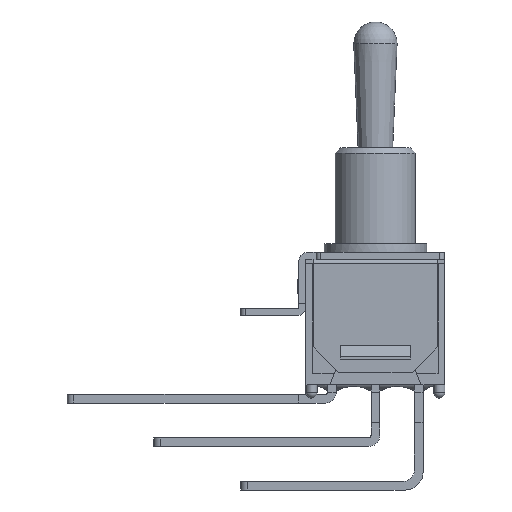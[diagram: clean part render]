
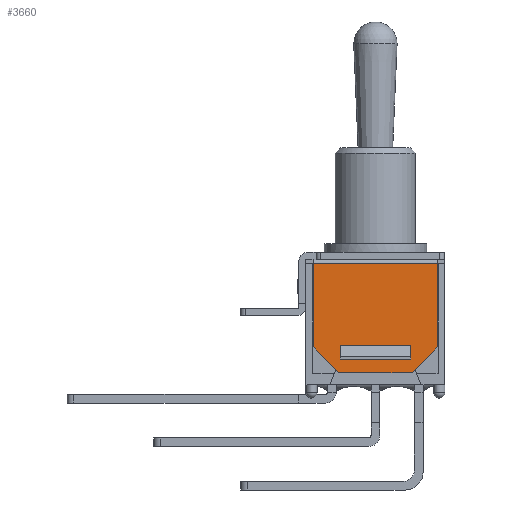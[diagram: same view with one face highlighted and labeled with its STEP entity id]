
A CAD part, front view. The second image highlights one B-rep face of the part: STEP entity #3660.
In plain terms, the highlighted planar face has unit normal (0, -1, 0).
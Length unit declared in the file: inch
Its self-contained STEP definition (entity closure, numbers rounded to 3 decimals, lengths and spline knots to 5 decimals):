
#38=FACE_BOUND('',#411,.T.);
#207=FACE_OUTER_BOUND('',#410,.T.);
#410=EDGE_LOOP('',(#2973,#2974,#2975,#2976,#2977,#2978));
#411=EDGE_LOOP('',(#2979,#2980,#2981,#2982,#2983,#2984));
#815=LINE('',#5853,#1241);
#850=LINE('',#5931,#1276);
#851=LINE('',#5934,#1277);
#852=LINE('',#5936,#1278);
#853=LINE('',#5938,#1279);
#854=LINE('',#5940,#1280);
#855=LINE('',#5941,#1281);
#856=LINE('',#5944,#1282);
#857=LINE('',#5946,#1283);
#858=LINE('',#5947,#1284);
#859=LINE('',#5949,#1285);
#860=LINE('',#5950,#1286);
#1241=VECTOR('',#4658,0.3937);
#1276=VECTOR('',#4723,0.3937);
#1277=VECTOR('',#4726,0.3937);
#1278=VECTOR('',#4727,0.3937);
#1279=VECTOR('',#4728,0.3937);
#1280=VECTOR('',#4729,0.3937);
#1281=VECTOR('',#4730,0.3937);
#1282=VECTOR('',#4731,0.3937);
#1283=VECTOR('',#4732,0.3937);
#1284=VECTOR('',#4733,0.3937);
#1285=VECTOR('',#4734,0.3937);
#1286=VECTOR('',#4735,0.3937);
#1647=VERTEX_POINT('',#5849);
#1649=VERTEX_POINT('',#5852);
#1676=VERTEX_POINT('',#5927);
#1677=VERTEX_POINT('',#5929);
#1678=VERTEX_POINT('',#5933);
#1679=VERTEX_POINT('',#5935);
#1680=VERTEX_POINT('',#5937);
#1681=VERTEX_POINT('',#5939);
#1682=VERTEX_POINT('',#5942);
#1683=VERTEX_POINT('',#5943);
#1684=VERTEX_POINT('',#5945);
#1685=VERTEX_POINT('',#5948);
#2097=EDGE_CURVE('',#1649,#1647,#815,.T.);
#2136=EDGE_CURVE('',#1677,#1676,#850,.T.);
#2137=EDGE_CURVE('',#1677,#1678,#851,.T.);
#2138=EDGE_CURVE('',#1678,#1679,#852,.T.);
#2139=EDGE_CURVE('',#1680,#1679,#853,.T.);
#2140=EDGE_CURVE('',#1680,#1681,#854,.T.);
#2141=EDGE_CURVE('',#1681,#1676,#855,.T.);
#2142=EDGE_CURVE('',#1682,#1683,#856,.T.);
#2143=EDGE_CURVE('',#1682,#1684,#857,.T.);
#2144=EDGE_CURVE('',#1684,#1649,#858,.T.);
#2145=EDGE_CURVE('',#1685,#1647,#859,.T.);
#2146=EDGE_CURVE('',#1683,#1685,#860,.T.);
#2973=ORIENTED_EDGE('',*,*,#2136,.F.);
#2974=ORIENTED_EDGE('',*,*,#2137,.T.);
#2975=ORIENTED_EDGE('',*,*,#2138,.T.);
#2976=ORIENTED_EDGE('',*,*,#2139,.F.);
#2977=ORIENTED_EDGE('',*,*,#2140,.T.);
#2978=ORIENTED_EDGE('',*,*,#2141,.T.);
#2979=ORIENTED_EDGE('',*,*,#2142,.F.);
#2980=ORIENTED_EDGE('',*,*,#2143,.T.);
#2981=ORIENTED_EDGE('',*,*,#2144,.T.);
#2982=ORIENTED_EDGE('',*,*,#2097,.T.);
#2983=ORIENTED_EDGE('',*,*,#2145,.F.);
#2984=ORIENTED_EDGE('',*,*,#2146,.F.);
#3471=PLANE('',#3958);
#3660=ADVANCED_FACE('',(#207,#38),#3471,.T.);
#3958=AXIS2_PLACEMENT_3D('',#5932,#4724,#4725);
#4658=DIRECTION('',(0.,0.,-1.));
#4723=DIRECTION('',(1.,0.,0.));
#4724=DIRECTION('center_axis',(0.,-1.,0.));
#4725=DIRECTION('ref_axis',(0.,0.,
-1.));
#4726=DIRECTION('',(0.,0.,-1.));
#4727=DIRECTION('',(0.707,0.,-0.707));
#4728=DIRECTION('',(-1.,0.,0.));
#4729=DIRECTION('',(0.707,0.,0.707));
#4730=DIRECTION('',(0.,0.,1.));
#4731=DIRECTION('',(0.,0.,-1.));
#4732=DIRECTION('',(0.,0.,1.));
#4733=DIRECTION('',(1.,0.,0.));
#4734=DIRECTION('',(0.,0.,1.));
#4735=DIRECTION('',(1.,0.,0.));
#5849=CARTESIAN_POINT('',(0.0813,-0.1,0.06443));
#5852=CARTESIAN_POINT('',(0.0813,-0.1,0.08976));
#5853=CARTESIAN_POINT('',(0.0813,-0.1,0.04291));
#5927=CARTESIAN_POINT('',(0.1437,-0.1,0.27874));
#5929=CARTESIAN_POINT('',(-0.1437,-0.1,0.27874));
#5931=CARTESIAN_POINT('',(0.08002,-0.1,0.27874));
#5932=CARTESIAN_POINT('Origin',(0.16004,-0.1,0.02756));
#5933=CARTESIAN_POINT('',(-0.1437,-0.1,0.08661));
#5934=CARTESIAN_POINT('',(-0.1437,-0.1,0.05709));
#5935=CARTESIAN_POINT('',(-0.08465,-0.1,0.02756));
#5936=CARTESIAN_POINT('',(-0.02347,-0.1,-0.03361));
#5937=CARTESIAN_POINT('',(0.08465,-0.1,0.02756));
#5938=CARTESIAN_POINT('',(0.16004,-0.1,0.02756));
#5939=CARTESIAN_POINT('',(0.1437,-0.1,0.08661));
#5940=CARTESIAN_POINT('',(0.13302,-0.1,0.07594));
#5941=CARTESIAN_POINT('',(0.1437,-0.1,0.15315));
#5942=CARTESIAN_POINT('',(-0.0813,-0.1,0.06443));
#5943=CARTESIAN_POINT('',(-0.0813,-0.1,0.05827));
#5944=CARTESIAN_POINT('',(-0.0813,-0.1,0.04488));
#5945=CARTESIAN_POINT('',(-0.0813,-0.1,0.08976));
#5946=CARTESIAN_POINT('',(-0.0813,-0.1,0.05866));
#5947=CARTESIAN_POINT('',(0.12067,-0.1,0.08976));
#5948=CARTESIAN_POINT('',(0.0813,-0.1,0.05827));
#5949=CARTESIAN_POINT('',(0.0813,-0.1,0.02913));
#5950=CARTESIAN_POINT('',(0.03937,-0.1,0.05827));
